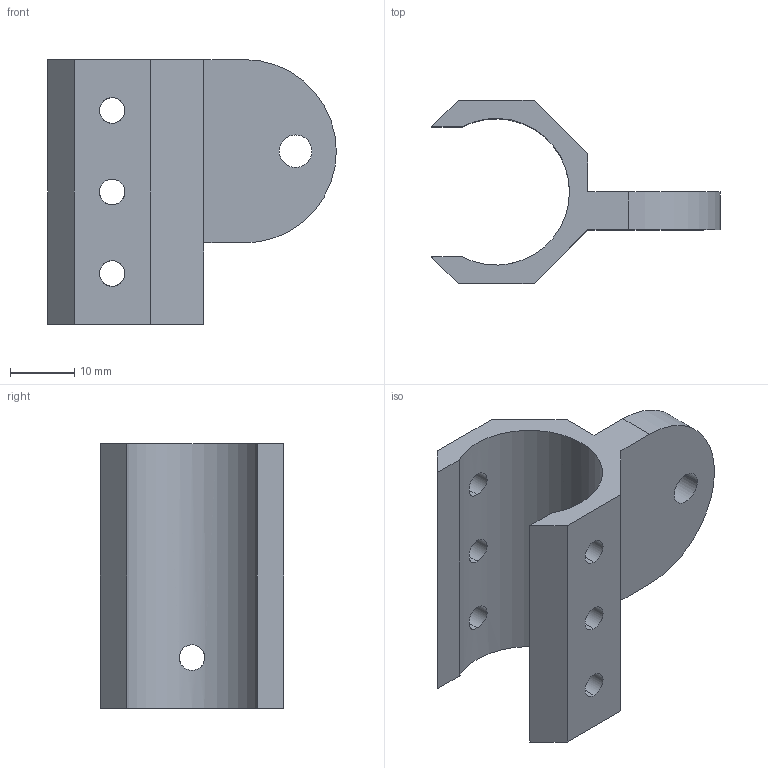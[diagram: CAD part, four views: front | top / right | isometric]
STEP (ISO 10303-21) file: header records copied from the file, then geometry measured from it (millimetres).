
FILE_DESCRIPTION (( 'STEP AP214' ), '1' );
FILE_NAME ('Snap on Side Pivot.STEP', '2018-12-02T00:50:35', ( '' ), ( '' ), 'SwSTEP 2.0', 'SolidWorks 2018', '' );
FILE_SCHEMA (( 'AUTOMOTIVE_DESIGN' ));
Length unit declared in the file: inch
Products named in the file (1): Snap on Side Pivot
Bounding box: 44.97 x 28.57 x 41.27 mm (x, y, z)
Volume: 10439.4 mm3; surface area: 6945.7 mm2
Topology: 1 solids, 1 shells, 33 faces, 92 edges, 61 vertices
Faces by surface type: cylinder 19, plane 14
Entity records: 1498 total; most frequent: CARTESIAN_POINT 579, ORIENTED_EDGE 184, DIRECTION 170, EDGE_CURVE 92, VERTEX_POINT 61, AXIS2_PLACEMENT_3D 58, LINE 54, VECTOR 54
